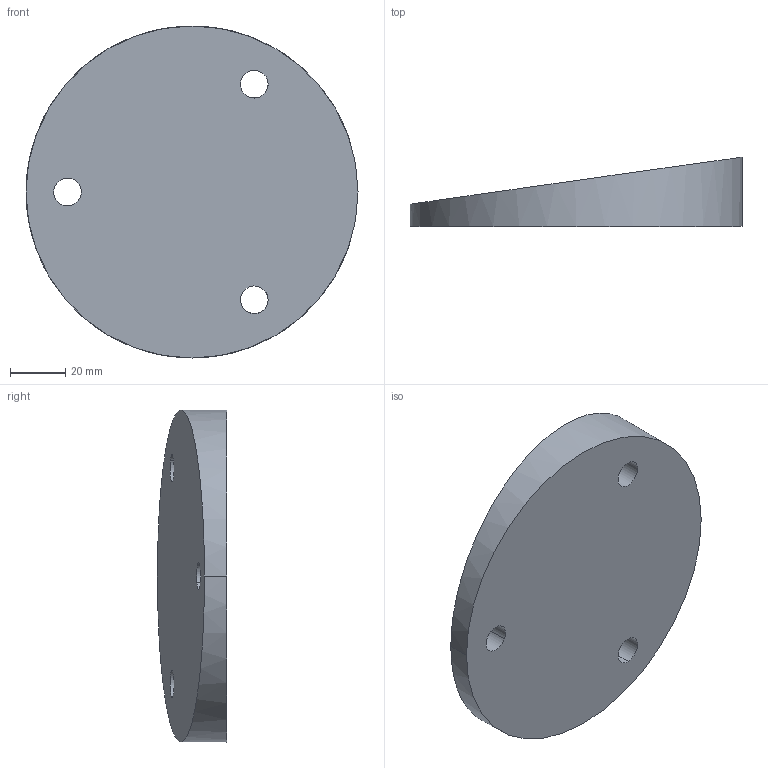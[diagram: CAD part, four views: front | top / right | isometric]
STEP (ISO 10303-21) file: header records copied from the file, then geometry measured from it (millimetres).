
FILE_DESCRIPTION(('CATIA V5 STEP Exchange','CAx-IF Rec.Pracs.--- Model Styling and Organization---1.2---2011-12-15'),'2;1');
FILE_NAME('Platine pour poteau.stp','2017-10-26T07:06:22+00:00',('none'),('none'),'CATIA Version 5 Release 21 SP 6 (IN-10)','CATIA V5 STEP AP214 Edition 3','none');
FILE_SCHEMA(('AUTOMOTIVE_DESIGN { 1 0 10303 214 3 1 1 1 }'));
Length unit declared in the file: millimetre
Products named in the file (1): Part4
Bounding box: 120 x 25 x 120 mm (x, y, z)
Volume: 182722.9 mm3; surface area: 30034.2 mm2
Topology: 1 solids, 1 shells, 10 faces, 24 edges, 16 vertices
Faces by surface type: cylinder 8, plane 2
Entity records: 451 total; most frequent: CARTESIAN_POINT 213, ORIENTED_EDGE 48, DIRECTION 28, EDGE_CURVE 24, EDGE_LOOP 16, VERTEX_POINT 16, AXIS2_PLACEMENT_3D 15, ADVANCED_FACE 10
